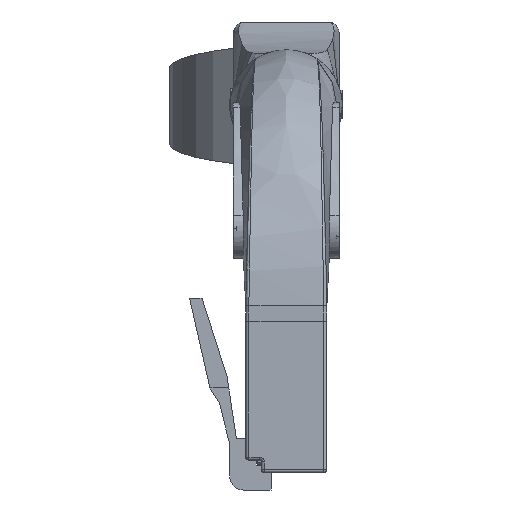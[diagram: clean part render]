
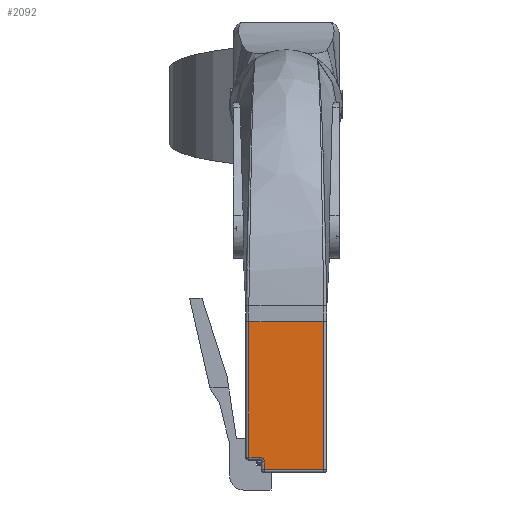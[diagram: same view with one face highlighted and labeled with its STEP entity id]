
A CAD part, left-side view. The second image highlights one B-rep face of the part: STEP entity #2092.
In plain terms, the highlighted face is planar.
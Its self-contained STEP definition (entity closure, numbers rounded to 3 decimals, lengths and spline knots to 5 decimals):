
#2092 = ADVANCED_FACE ( 'NONE', ( #30018 ), #41132, .T. ) ;
#5397 = EDGE_LOOP ( 'NONE', ( #29843, #29844, #29845, #29846, #29847, #29848, #29849 ) ) ;
#8575 = VERTEX_POINT ( 'NONE', #17460 ) ;
#8578 = VERTEX_POINT ( 'NONE', #17463 ) ;
#8626 = VERTEX_POINT ( 'NONE', #17511 ) ;
#8629 = VERTEX_POINT ( 'NONE', #17514 ) ;
#8630 = VERTEX_POINT ( 'NONE', #17515 ) ;
#8633 = VERTEX_POINT ( 'NONE', #17518 ) ;
#8634 = VERTEX_POINT ( 'NONE', #17519 ) ;
#9829 = EDGE_CURVE ( 'NONE', #8575, #8578, #15372, .T. ) ;
#9891 = EDGE_CURVE ( 'NONE', #8626, #8629, #15486, .T. ) ;
#9892 = EDGE_CURVE ( 'NONE', #8629, #8575, #15488, .T. ) ;
#9893 = EDGE_CURVE ( 'NONE', #8578, #8630, #15490, .T. ) ;
#9894 = EDGE_CURVE ( 'NONE', #8630, #8633, #15492, .T. ) ;
#9895 = EDGE_CURVE ( 'NONE', #8633, #8634, #15494, .T. ) ;
#9896 = EDGE_CURVE ( 'NONE', #8634, #8626, #15496, .T. ) ;
#15372 = LINE ( 'NONE', #18525, #15374 ) ;
#15374 = VECTOR ( 'NONE', #18521, 39.37008 ) ;
#15486 = LINE ( 'NONE', #18677, #15489 ) ;
#15488 = LINE ( 'NONE', #18680, #15491 ) ;
#15489 = VECTOR ( 'NONE', #18679, 39.37008 ) ;
#15490 = LINE ( 'NONE', #18684, #15493 ) ;
#15491 = VECTOR ( 'NONE', #18683, 39.37008 ) ;
#15492 = LINE ( 'NONE', #18688, #15495 ) ;
#15493 = VECTOR ( 'NONE', #18686, 39.37008 ) ;
#15494 = CIRCLE ( 'NONE', #15885, 0.015 ) ;
#15495 = VECTOR ( 'NONE', #18690, 39.37008 ) ;
#15496 = LINE ( 'NONE', #18650, #15498 ) ;
#15498 = VECTOR ( 'NONE', #18652, 39.37008 ) ;
#15885 = AXIS2_PLACEMENT_3D ( 'NONE', #18696, #18697, #18699 ) ;
#17460 = CARTESIAN_POINT ( 'NONE',  ( 0.23, -0.12, -0.485 ) ) ;
#17463 = CARTESIAN_POINT ( 'NONE',  ( 0.23, 0.12, -0.485 ) ) ;
#17511 = CARTESIAN_POINT ( 'NONE',  ( 0.23, 0.07, -0.01 ) ) ;
#17514 = CARTESIAN_POINT ( 'NONE',  ( 0.23, -0.12, -0.01 ) ) ;
#17515 = CARTESIAN_POINT ( 'NONE',  ( 0.23, 0.12, -0.05 ) ) ;
#17518 = CARTESIAN_POINT ( 'NONE',  ( 0.23, 0.085, -0.05 ) ) ;
#17519 = CARTESIAN_POINT ( 'NONE',  ( 0.23, 0.07, -0.035 ) ) ;
#18521 = DIRECTION ( 'NONE',  ( 0., 1., 0. ) ) ;
#18525 = CARTESIAN_POINT ( 'NONE',  ( 0.23, 0.13, -0.485 ) ) ;
#18650 = CARTESIAN_POINT ( 'NONE',  ( 0.23, 0.07, -0.485 ) ) ;
#18652 = DIRECTION ( 'NONE',  ( 0., 0., 1. ) ) ;
#18677 = CARTESIAN_POINT ( 'NONE',  ( 0.23, 0.13, -0.01 ) ) ;
#18679 = DIRECTION ( 'NONE',  ( 0., -1., 0. ) ) ;
#18680 = CARTESIAN_POINT ( 'NONE',  ( 0.23, -0.12, -0.485 ) ) ;
#18683 = DIRECTION ( 'NONE',  ( 0., 0., -1. ) ) ;
#18684 = CARTESIAN_POINT ( 'NONE',  ( 0.23, 0.12, -0.485 ) ) ;
#18686 = DIRECTION ( 'NONE',  ( 0., 0., 1. ) ) ;
#18688 = CARTESIAN_POINT ( 'NONE',  ( 0.23, 0.13, -0.05 ) ) ;
#18690 = DIRECTION ( 'NONE',  ( 0., -1., 0. ) ) ;
#18696 = CARTESIAN_POINT ( 'NONE',  ( 0.23, 0.085, -0.035 ) ) ;
#18697 = DIRECTION ( 'NONE',  ( -1., 0., 0. ) ) ;
#18699 = DIRECTION ( 'NONE',  ( 0., 1., 0. ) ) ;
#27978 = AXIS2_PLACEMENT_3D ( 'NONE', #41125, #41134, #41135 ) ;
#29843 = ORIENTED_EDGE ( 'NONE', *, *, #9891, .T. ) ;
#29844 = ORIENTED_EDGE ( 'NONE', *, *, #9892, .T. ) ;
#29845 = ORIENTED_EDGE ( 'NONE', *, *, #9829, .T. ) ;
#29846 = ORIENTED_EDGE ( 'NONE', *, *, #9893, .T. ) ;
#29847 = ORIENTED_EDGE ( 'NONE', *, *, #9894, .T. ) ;
#29848 = ORIENTED_EDGE ( 'NONE', *, *, #9895, .T. ) ;
#29849 = ORIENTED_EDGE ( 'NONE', *, *, #9896, .T. ) ;
#30018 = FACE_OUTER_BOUND ( 'NONE', #5397, .T. ) ;
#41125 = CARTESIAN_POINT ( 'NONE',  ( 0.23, 0.13, -0.485 ) ) ;
#41132 = PLANE ( 'NONE',  #27978 ) ;
#41134 = DIRECTION ( 'NONE',  ( 1., 0., 0. ) ) ;
#41135 = DIRECTION ( 'NONE',  ( 0., 1., 0. ) ) ;
